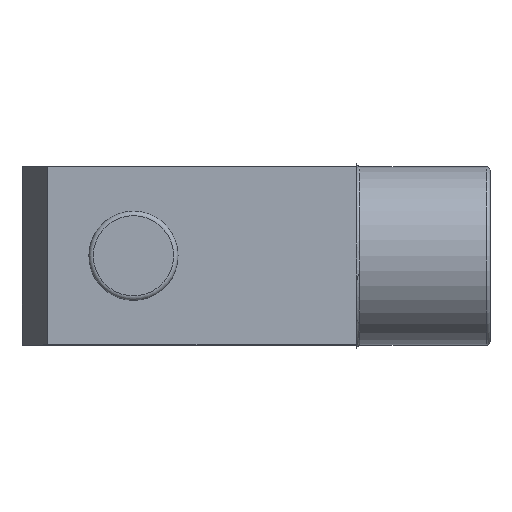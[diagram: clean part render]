
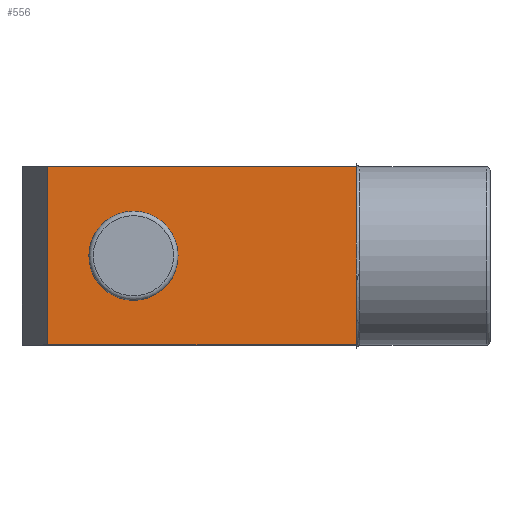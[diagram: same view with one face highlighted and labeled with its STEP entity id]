
A CAD part, top view. The second image highlights one B-rep face of the part: STEP entity #556.
In plain terms, the highlighted planar face has unit normal (0, 0, 1).
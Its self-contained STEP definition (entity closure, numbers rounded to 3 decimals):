
#103=VECTOR('',#728,1.);
#105=VECTOR('',#731,1.);
#109=VECTOR('',#736,1.);
#111=VECTOR('',#742,1.);
#112=VECTOR('',#743,1.);
#113=VECTOR('',#744,1.);
#144=LINE('',#878,#103);
#146=LINE('',#882,#105);
#150=LINE('',#889,#109);
#152=LINE('',#895,#111);
#153=LINE('',#896,#112);
#154=LINE('',#897,#113);
#190=VERTEX_POINT('',#836);
#192=VERTEX_POINT('',#840);
#203=VERTEX_POINT('',#876);
#204=VERTEX_POINT('',#877);
#205=VERTEX_POINT('',#881);
#206=VERTEX_POINT('',#883);
#207=VERTEX_POINT('',#888);
#208=VERTEX_POINT('',#890);
#223=CIRCLE('',#590,2.);
#224=CIRCLE('',#591,2.);
#275=EDGE_CURVE('',#190,#192,#223,.T.);
#276=EDGE_CURVE('',#192,#190,#224,.T.);
#294=EDGE_CURVE('',#203,#204,#144,.T.);
#296=EDGE_CURVE('',#205,#206,#146,.T.);
#300=EDGE_CURVE('',#208,#207,#150,.T.);
#303=EDGE_CURVE('',#204,#207,#152,.T.);
#304=EDGE_CURVE('',#206,#203,#153,.T.);
#305=EDGE_CURVE('',#205,#208,#154,.T.);
#415=ORIENTED_EDGE('',*,*,#275,.F.);
#416=ORIENTED_EDGE('',*,*,#276,.F.);
#417=ORIENTED_EDGE('',*,*,#300,.T.);
#418=ORIENTED_EDGE('',*,*,#303,.F.);
#419=ORIENTED_EDGE('',*,*,#294,.F.);
#420=ORIENTED_EDGE('',*,*,#304,.F.);
#421=ORIENTED_EDGE('',*,*,#296,.F.);
#422=ORIENTED_EDGE('',*,*,#305,.T.);
#486=EDGE_LOOP('',(#415,#416));
#487=EDGE_LOOP('',(#417,#418,#419,#420,#421,#422));
#523=FACE_BOUND('',#486,.T.);
#524=FACE_BOUND('',#487,.T.);
#556=ADVANCED_FACE('',(#523,#524),#930,.F.);
#590=AXIS2_PLACEMENT_3D('',#839,#690,#691);
#591=AXIS2_PLACEMENT_3D('',#841,#692,#693);
#613=AXIS2_PLACEMENT_3D('',#894,#741,$);
#690=DIRECTION('',(0.,0.,1.));
#691=DIRECTION('',(-2.,0.,0.));
#692=DIRECTION('',(0.,0.,1.));
#693=DIRECTION('',(-2.,0.,0.));
#728=DIRECTION('',(0.,-1.,0.));
#731=DIRECTION('',(1.,0.,0.));
#736=DIRECTION('',(1.,0.,0.));
#741=DIRECTION('',(0.,0.,-1.));
#742=DIRECTION('',(0.,-1.,0.));
#743=DIRECTION('',(0.,-1.,0.));
#744=DIRECTION('',(0.,-1.,0.));
#836=CARTESIAN_POINT('',(2.,0.,4.));
#839=CARTESIAN_POINT('',(0.,0.,4.));
#840=CARTESIAN_POINT('',(-2.,0.,4.));
#841=CARTESIAN_POINT('',(0.,0.,4.));
#876=CARTESIAN_POINT('',(10.,1.143,4.));
#877=CARTESIAN_POINT('',(10.,-1.143,4.));
#878=CARTESIAN_POINT('',(10.,1.143,4.));
#881=CARTESIAN_POINT('',(-3.845,4.,4.));
#882=CARTESIAN_POINT('',(-3.845,4.,4.));
#883=CARTESIAN_POINT('',(10.,4.,4.));
#888=CARTESIAN_POINT('',(10.,-4.,4.));
#889=CARTESIAN_POINT('',(-3.845,-4.,4.));
#890=CARTESIAN_POINT('',(-3.845,-4.,4.));
#894=CARTESIAN_POINT('',(-3.845,4.,4.));
#895=CARTESIAN_POINT('',(10.,-1.143,4.));
#896=CARTESIAN_POINT('',(10.,4.,4.));
#897=CARTESIAN_POINT('',(-3.845,4.,4.));
#930=PLANE('',#613);
